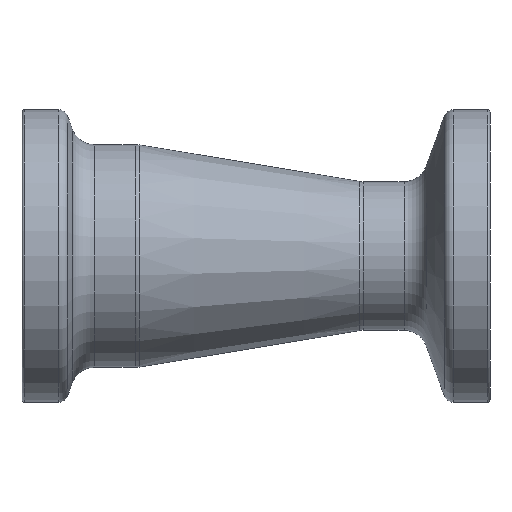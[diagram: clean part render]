
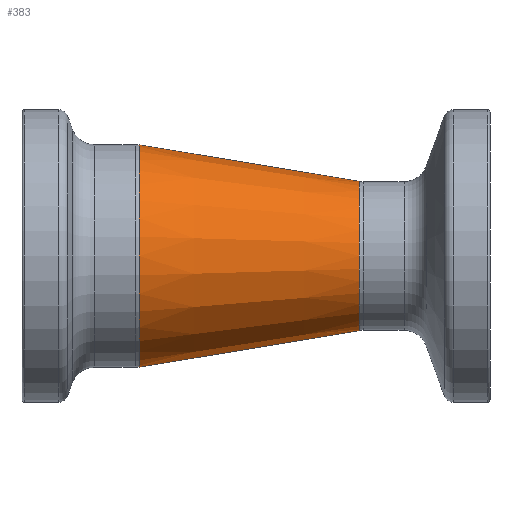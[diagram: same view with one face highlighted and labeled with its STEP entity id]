
A CAD part, front view. The second image highlights one B-rep face of the part: STEP entity #383.
In plain terms, the highlighted conical face has half-angle 9.414 degrees and reference radius 6.377 mm.
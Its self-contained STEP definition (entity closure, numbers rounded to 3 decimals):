
#125 = AXIS2_PLACEMENT_3D ( 'NONE', #728, #1658, #477 ) ;
#137 = EDGE_CURVE ( 'NONE', #290, #1655, #291, .T. ) ;
#181 = DIRECTION ( 'NONE',  ( -0.987, 0., -0.164 ) ) ;
#216 = EDGE_CURVE ( 'NONE', #1156, #1655, #443, .T. ) ;
#290 = VERTEX_POINT ( 'NONE', #1266 ) ;
#291 = LINE ( 'NONE', #1323, #1109 ) ;
#312 = CARTESIAN_POINT ( 'NONE',  ( 28.834, 0., -6.377 ) ) ;
#383 = ADVANCED_FACE ( 'NONE', ( #1384 ), #458, .T. ) ;
#443 = CIRCLE ( 'NONE', #1402, 9.498 ) ;
#458 = CONICAL_SURFACE ( 'NONE', #125, 6.377, 0.164 ) ;
#459 = EDGE_CURVE ( 'NONE', #1521, #290, #1462, .T. ) ;
#477 = DIRECTION ( 'NONE',  ( 0., 0., 1. ) ) ;
#612 = ORIENTED_EDGE ( 'NONE', *, *, #137, .T. ) ;
#728 = CARTESIAN_POINT ( 'NONE',  ( 28.834, 0., 0. ) ) ;
#781 = DIRECTION ( 'NONE',  ( -1., 0., 0. ) ) ;
#942 = CARTESIAN_POINT ( 'NONE',  ( 10.01, 0., 9.498 ) ) ;
#1003 = ORIENTED_EDGE ( 'NONE', *, *, #459, .T. ) ;
#1023 = DIRECTION ( 'NONE',  ( 0., 0., 1. ) ) ;
#1040 = VECTOR ( 'NONE', #181, 1000. ) ;
#1051 = CARTESIAN_POINT ( 'NONE',  ( 10.01, 0., 0. ) ) ;
#1093 = DIRECTION ( 'NONE',  ( -0.987, 0., 0.164 ) ) ;
#1109 = VECTOR ( 'NONE', #1093, 1000. ) ;
#1131 = ORIENTED_EDGE ( 'NONE', *, *, #1698, .F. ) ;
#1156 = VERTEX_POINT ( 'NONE', #1558 ) ;
#1160 = CARTESIAN_POINT ( 'NONE',  ( 28.834, 0., -6.377 ) ) ;
#1266 = CARTESIAN_POINT ( 'NONE',  ( 28.834, 0., 6.377 ) ) ;
#1296 = ORIENTED_EDGE ( 'NONE', *, *, #216, .F. ) ;
#1323 = CARTESIAN_POINT ( 'NONE',  ( 28.834, 0., 6.377 ) ) ;
#1333 = DIRECTION ( 'NONE',  ( -1., 0., 0. ) ) ;
#1384 = FACE_OUTER_BOUND ( 'NONE', #1576, .T. ) ;
#1402 = AXIS2_PLACEMENT_3D ( 'NONE', #1051, #1333, #1587 ) ;
#1462 = CIRCLE ( 'NONE', #1687, 6.377 ) ;
#1521 = VERTEX_POINT ( 'NONE', #1160 ) ;
#1558 = CARTESIAN_POINT ( 'NONE',  ( 10.01, 0., -9.498 ) ) ;
#1574 = CARTESIAN_POINT ( 'NONE',  ( 28.834, 0., 0. ) ) ;
#1576 = EDGE_LOOP ( 'NONE', ( #1131, #1003, #612, #1296 ) ) ;
#1587 = DIRECTION ( 'NONE',  ( 0., 0., 1. ) ) ;
#1644 = LINE ( 'NONE', #312, #1040 ) ;
#1655 = VERTEX_POINT ( 'NONE', #942 ) ;
#1658 = DIRECTION ( 'NONE',  ( -1., 0., 0. ) ) ;
#1687 = AXIS2_PLACEMENT_3D ( 'NONE', #1574, #781, #1023 ) ;
#1698 = EDGE_CURVE ( 'NONE', #1521, #1156, #1644, .T. ) ;
